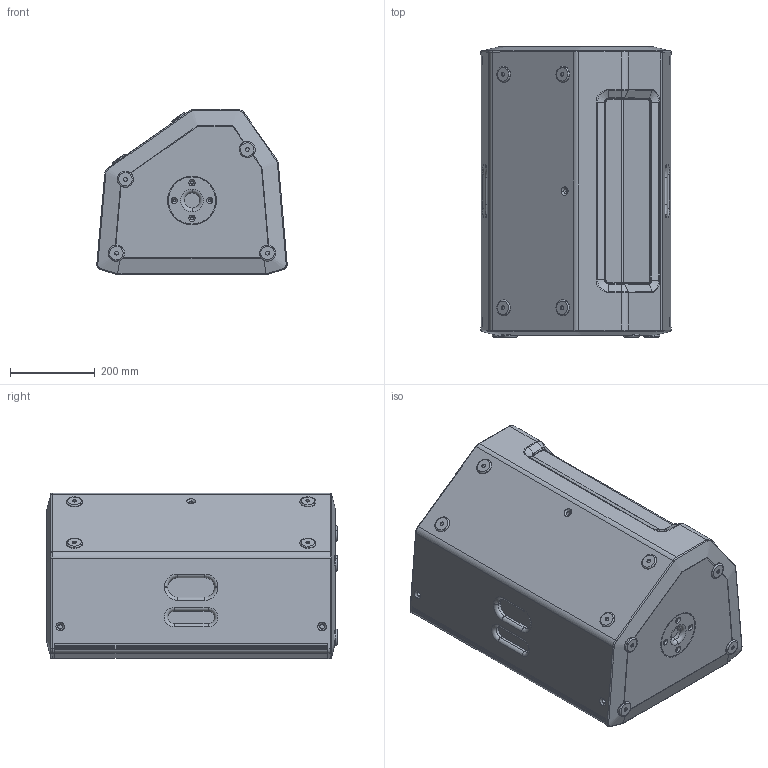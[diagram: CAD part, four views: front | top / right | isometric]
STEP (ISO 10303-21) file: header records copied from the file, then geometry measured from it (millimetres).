
FILE_DESCRIPTION (( 'STEP AP214' ), '1' );
FILE_NAME ('TNX-1501 Solid Part.STEP', '2017-10-30T16:52:11', ( '' ), ( '' ), 'SwSTEP 2.0', 'SolidWorks 2017', '' );
FILE_SCHEMA (( 'AUTOMOTIVE_DESIGN' ));
Length unit declared in the file: millimetre
Products named in the file (1): TNX-1501 Solid Part
Bounding box: 448.32 x 684 x 390 mm (x, y, z)
Volume: 88257636.4 mm3; surface area: 1930740.6 mm2
Topology: 1 solids, 2 shells, 645 faces, 1547 edges, 944 vertices
Faces by surface type: plane 279, cylinder 184, bspline 88, torus 48, cone 46
Entity records: 38490 total; most frequent: CARTESIAN_POINT 16852, ORIENTED_EDGE 3066, DIRECTION 2935, EDGE_CURVE 1533, AXIS2_PLACEMENT_3D 1084, VERTEX_POINT 944, VECTOR 767, LINE 767
